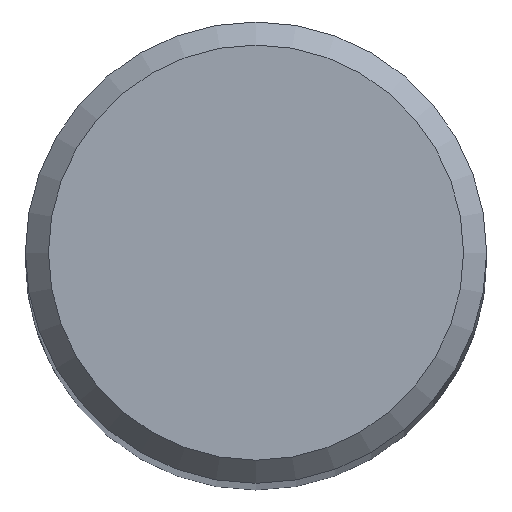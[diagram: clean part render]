
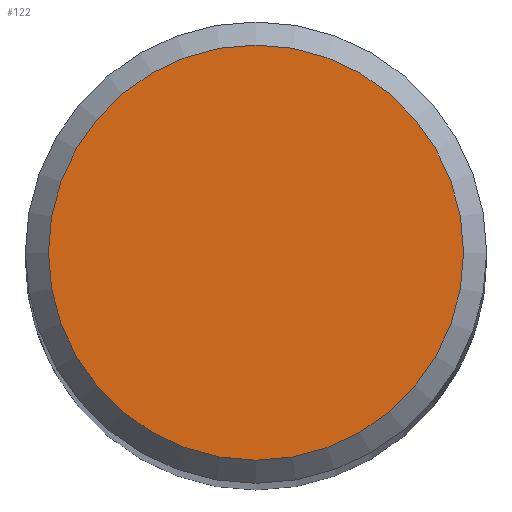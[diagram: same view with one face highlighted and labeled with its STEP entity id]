
A CAD part, top view. The second image highlights one B-rep face of the part: STEP entity #122.
In plain terms, the highlighted planar face has unit normal (0, 0, 1).
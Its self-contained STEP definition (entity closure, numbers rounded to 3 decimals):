
#46 = CARTESIAN_POINT ( 'NONE',  ( 0., 0., 0. ) ) ;
#85 = DIRECTION ( 'NONE',  ( -1., 0., 0. ) ) ;
#89 = AXIS2_PLACEMENT_3D ( 'NONE', #46, #153, #404 ) ;
#110 = CARTESIAN_POINT ( 'NONE',  ( -1.795, 0., 0. ) ) ;
#122 = ADVANCED_FACE ( 'NONE', ( #417 ), #301, .F. ) ;
#130 = VERTEX_POINT ( 'NONE', #110 ) ;
#153 = DIRECTION ( 'NONE',  ( 0., 0., -1. ) ) ;
#192 = EDGE_CURVE ( 'NONE', #130, #130, #291, .T. ) ;
#203 = CARTESIAN_POINT ( 'NONE',  ( 0., 0., 0. ) ) ;
#271 = AXIS2_PLACEMENT_3D ( 'NONE', #203, #446, #85 ) ;
#286 = EDGE_LOOP ( 'NONE', ( #409 ) ) ;
#291 = CIRCLE ( 'NONE', #271, 1.795 ) ;
#301 = PLANE ( 'NONE',  #89 ) ;
#404 = DIRECTION ( 'NONE',  ( -1., 0., 0. ) ) ;
#409 = ORIENTED_EDGE ( 'NONE', *, *, #192, .T. ) ;
#417 = FACE_OUTER_BOUND ( 'NONE', #286, .T. ) ;
#446 = DIRECTION ( 'NONE',  ( 0., 0., 1. ) ) ;
